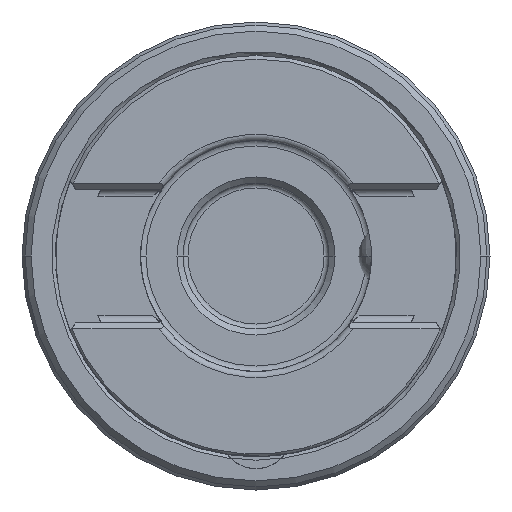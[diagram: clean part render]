
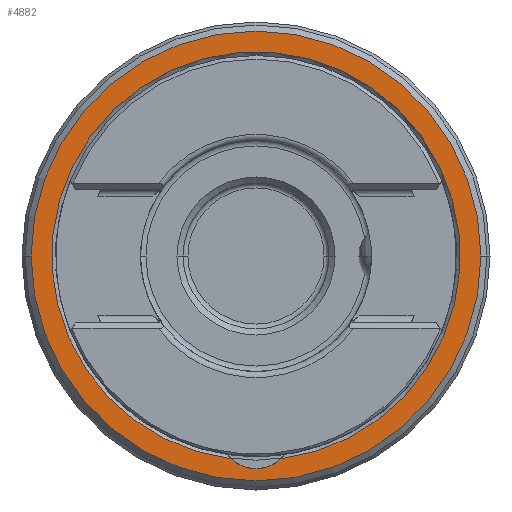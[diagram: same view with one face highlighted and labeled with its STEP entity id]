
A CAD part, front view. The second image highlights one B-rep face of the part: STEP entity #4882.
In plain terms, the highlighted planar face has unit normal (0, -1, 0).
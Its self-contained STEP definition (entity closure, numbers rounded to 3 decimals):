
#1222=CARTESIAN_POINT('',(0.,-41.5,0.));
#1223=DIRECTION('',(0.,1.,0.));
#1224=DIRECTION('',(-0.123,0.,-0.992));
#1225=AXIS2_PLACEMENT_3D('',#1222,#1223,#1224);
#1682=CARTESIAN_POINT('',(0.,-41.5,-14.5));
#1683=DIRECTION('',(0.,-1.,0.));
#1684=DIRECTION('',(-0.69,0.,-0.724));
#1685=AXIS2_PLACEMENT_3D('',#1682,#1683,#1684);
#1696=CARTESIAN_POINT('',(0.,-41.5,0.));
#1697=DIRECTION('',(0.,1.,0.));
#1698=DIRECTION('',(1.,0.,0.));
#1699=AXIS2_PLACEMENT_3D('',#1696,#1697,#1698);
#1736=CARTESIAN_POINT('',(0.,-41.5,0.));
#1737=DIRECTION('',(0.,-1.,0.));
#1738=DIRECTION('',(1.,0.,0.));
#1739=AXIS2_PLACEMENT_3D('',#1736,#1737,#1738);
#3216=CARTESIAN_POINT('',(-2.069,-41.5,-16.672));
#3217=CARTESIAN_POINT('',(2.069,-41.5,-16.672));
#3218=VERTEX_POINT('',#3216);
#3219=VERTEX_POINT('',#3217);
#3224=CARTESIAN_POINT('',(18.5,-41.5,0.));
#3225=CARTESIAN_POINT('',(-18.5,-41.5,0.));
#3226=VERTEX_POINT('',#3224);
#3227=VERTEX_POINT('',#3225);
#4867=CARTESIAN_POINT('',(0.,-41.5,0.));
#4868=DIRECTION('',(0.,-1.,0.));
#4869=DIRECTION('',(-1.,0.,0.));
#4870=AXIS2_PLACEMENT_3D('',#4867,#4868,#4869);
#4871=PLANE('',#4870);
#4873=ORIENTED_EDGE('',*,*,#4872,.T.);
#4875=ORIENTED_EDGE('',*,*,#4874,.F.);
#4876=EDGE_LOOP('',(#4873,#4875));
#4877=FACE_OUTER_BOUND('',#4876,.F.);
#4878=ORIENTED_EDGE('',*,*,#3517,.T.);
#4879=ORIENTED_EDGE('',*,*,#4481,.F.);
#4880=EDGE_LOOP('',(#4878,#4879));
#4881=FACE_BOUND('',#4880,.F.);
#4882=ADVANCED_FACE('',(#4877,#4881),#4871,.T.);
#1226=CIRCLE('',#1225,16.8);
#1686=CIRCLE('',#1685,3.);
#1700=CIRCLE('',#1699,18.5);
#1740=CIRCLE('',#1739,18.5);
#3517=EDGE_CURVE('',#3218,#3219,#1686,.T.);
#4481=EDGE_CURVE('',#3218,#3219,#1226,.T.);
#4872=EDGE_CURVE('',#3226,#3227,#1700,.T.);
#4874=EDGE_CURVE('',#3226,#3227,#1740,.T.);
